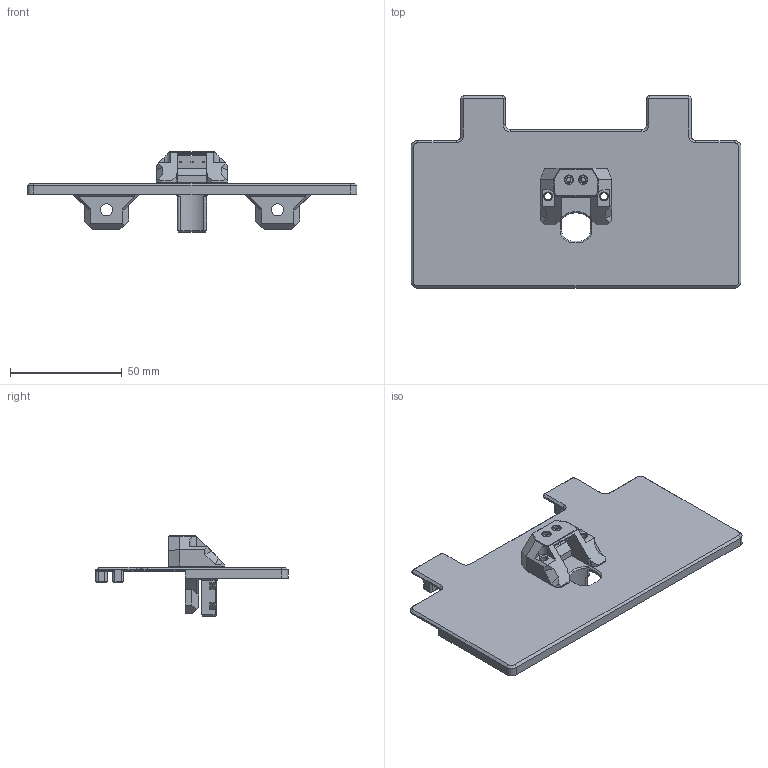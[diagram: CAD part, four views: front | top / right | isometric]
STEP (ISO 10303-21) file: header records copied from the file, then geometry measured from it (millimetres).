
FILE_DESCRIPTION(/* description */ ('STEP AP242','CAx-IF Rec.Pracs.---Representation and Presentation of Product Manufacturing Information (PMI)---4.0---2014-10-13','CAx-IF Rec.Pracs.---3D Tessellated Geometry---0.4---2014-09-14','2;1'),/* implementation_level */ '2;1');
FILE_NAME(/* name */ '6412ee4ec962066da6f7b39f',/* time_stamp */ '2023-03-16T10:24:15+00:00',/* author */ (''),/* organization */ (''),/* preprocessor_version */ 'ST-DEVELOPER v18.102',/* originating_system */ ' ',/* authorisation */ ' ');
FILE_SCHEMA (('AP242_MANAGED_MODEL_BASED_3D_ENGINEERING_MIM_LF { 1 0 10303 442 1 1 4 }'));
Length unit declared in the file: metre
Products named in the file (4): Top_panel_with_y_endstop; z_positioner_upper; Part 4; Omron_D2F_F-1
Assembly tree (3 placements, depth 2):
  Top_panel_with_y_endstop
    z_positioner_upper
    Part 4
    Omron_D2F_F-1
Bounding box: 147.6 x 86 x 36 mm (x, y, z)
Volume: 36629.2 mm3; surface area: 30830.5 mm2
Topology: 3 solids, 3 shells, 380 faces, 992 edges, 616 vertices
Faces by surface type: plane 246, cone 68, cylinder 66
Full cylindrical faces by diameter (mm): 1.9 x2, 2 x1, 3.2 x2, 3.4 x2, 4.7 x2, 5.4 x2
Entity records: 11569 total; most frequent: CARTESIAN_POINT 2012, DIRECTION 1939, ORIENTED_EDGE 1926, EDGE_CURVE 963, LINE 719, VECTOR 719, VERTEX_POINT 610, AXIS2_PLACEMENT_3D 610
